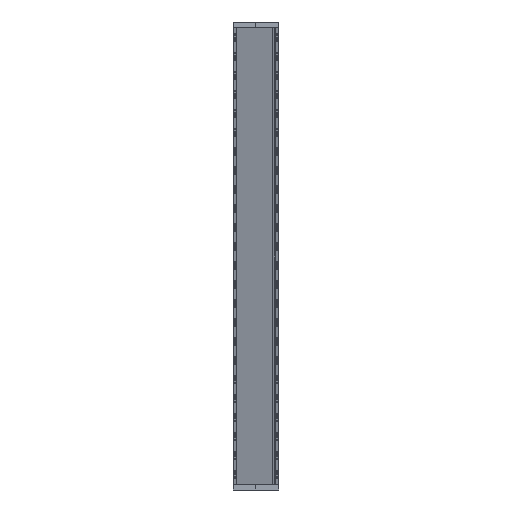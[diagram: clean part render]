
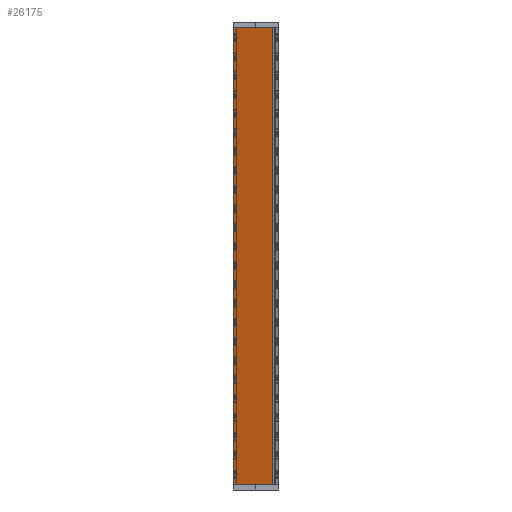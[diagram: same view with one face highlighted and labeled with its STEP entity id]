
A CAD part, left-side view. The second image highlights one B-rep face of the part: STEP entity #26175.
In plain terms, the highlighted planar face has unit normal (-0.94, 0.342, 0).
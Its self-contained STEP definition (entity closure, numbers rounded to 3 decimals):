
#643 = DIRECTION ( 'NONE',  ( -0.342, -0.94, 0. ) ) ;
#781 = CARTESIAN_POINT ( 'NONE',  ( 6.033, 0., -400. ) ) ;
#1033 = LINE ( 'NONE', #13312, #16517 ) ;
#1600 = PLANE ( 'NONE',  #26046 ) ;
#1706 = EDGE_LOOP ( 'NONE', ( #10525, #7732, #4274, #17554, #8665, #4584, #2401, #24513 ) ) ;
#1780 = DIRECTION ( 'NONE',  ( 0.342, 0.94, 0. ) ) ;
#2401 = ORIENTED_EDGE ( 'NONE', *, *, #21364, .F. ) ;
#2710 = LINE ( 'NONE', #22310, #23575 ) ;
#3397 = CARTESIAN_POINT ( 'NONE',  ( -6.955, -35.684, 0. ) ) ;
#4274 = ORIENTED_EDGE ( 'NONE', *, *, #7508, .F. ) ;
#4482 = VERTEX_POINT ( 'NONE', #6796 ) ;
#4583 = DIRECTION ( 'NONE',  ( 0., 0., -1. ) ) ;
#4584 = ORIENTED_EDGE ( 'NONE', *, *, #16745, .T. ) ;
#5619 = EDGE_CURVE ( 'NONE', #21708, #18792, #9498, .T. ) ;
#5731 = CARTESIAN_POINT ( 'NONE',  ( 5.075, -2.632, -400. ) ) ;
#5763 = VERTEX_POINT ( 'NONE', #3397 ) ;
#6538 = VERTEX_POINT ( 'NONE', #15539 ) ;
#6733 = LINE ( 'NONE', #24811, #16223 ) ;
#6796 = CARTESIAN_POINT ( 'NONE',  ( 6.033, 0., 0. ) ) ;
#6928 = DIRECTION ( 'NONE',  ( 0., 0., 1. ) ) ;
#6998 = CARTESIAN_POINT ( 'NONE',  ( 6.033, 0., -400. ) ) ;
#7445 = VERTEX_POINT ( 'NONE', #14759 ) ;
#7508 = EDGE_CURVE ( 'NONE', #18792, #4482, #19400, .T. ) ;
#7732 = ORIENTED_EDGE ( 'NONE', *, *, #9135, .T. ) ;
#8230 = EDGE_CURVE ( 'NONE', #5763, #6538, #1033, .T. ) ;
#8532 = CARTESIAN_POINT ( 'NONE',  ( -7.434, -37., -400. ) ) ;
#8665 = ORIENTED_EDGE ( 'NONE', *, *, #10622, .F. ) ;
#9135 = EDGE_CURVE ( 'NONE', #6538, #4482, #15182, .T. ) ;
#9498 = LINE ( 'NONE', #6998, #14883 ) ;
#9508 = VECTOR ( 'NONE', #4583, 1000. ) ;
#9577 = VERTEX_POINT ( 'NONE', #18051 ) ;
#9785 = VECTOR ( 'NONE', #18423, 1000. ) ;
#10525 = ORIENTED_EDGE ( 'NONE', *, *, #8230, .T. ) ;
#10622 = EDGE_CURVE ( 'NONE', #19743, #21708, #14766, .T. ) ;
#13312 = CARTESIAN_POINT ( 'NONE',  ( 6.033, 0., 0. ) ) ;
#13857 = DIRECTION ( 'NONE',  ( 0.94, -0.342, 0. ) ) ;
#14759 = CARTESIAN_POINT ( 'NONE',  ( -7.434, -37., -400. ) ) ;
#14766 = LINE ( 'NONE', #19302, #25531 ) ;
#14883 = VECTOR ( 'NONE', #17082, 1000. ) ;
#15182 = LINE ( 'NONE', #18345, #9785 ) ;
#15357 = CARTESIAN_POINT ( 'NONE',  ( -6.955, -35.684, -400. ) ) ;
#15539 = CARTESIAN_POINT ( 'NONE',  ( 5.075, -2.632, 0. ) ) ;
#16223 = VECTOR ( 'NONE', #643, 1000. ) ;
#16517 = VECTOR ( 'NONE', #25427, 1000. ) ;
#16745 = EDGE_CURVE ( 'NONE', #19743, #7445, #2710, .T. ) ;
#16999 = CARTESIAN_POINT ( 'NONE',  ( 6.033, 0., -400. ) ) ;
#17082 = DIRECTION ( 'NONE',  ( 0.342, 0.94, 0. ) ) ;
#17279 = DIRECTION ( 'NONE',  ( 0.342, 0.94, 0. ) ) ;
#17554 = ORIENTED_EDGE ( 'NONE', *, *, #5619, .F. ) ;
#18051 = CARTESIAN_POINT ( 'NONE',  ( -7.434, -37., 0. ) ) ;
#18132 = EDGE_CURVE ( 'NONE', #5763, #9577, #6733, .T. ) ;
#18237 = DIRECTION ( 'NONE',  ( -0.342, -0.94, 0. ) ) ;
#18345 = CARTESIAN_POINT ( 'NONE',  ( 6.361, 0.9, 0. ) ) ;
#18396 = LINE ( 'NONE', #8532, #9508 ) ;
#18423 = DIRECTION ( 'NONE',  ( 0.342, 0.94, 0. ) ) ;
#18755 = VECTOR ( 'NONE', #6928, 1000. ) ;
#18792 = VERTEX_POINT ( 'NONE', #781 ) ;
#19302 = CARTESIAN_POINT ( 'NONE',  ( 6.033, 0., -400. ) ) ;
#19400 = LINE ( 'NONE', #16999, #18755 ) ;
#19420 = FACE_OUTER_BOUND ( 'NONE', #1706, .T. ) ;
#19743 = VERTEX_POINT ( 'NONE', #15357 ) ;
#19880 = CARTESIAN_POINT ( 'NONE',  ( 6.033, 0., -400. ) ) ;
#21364 = EDGE_CURVE ( 'NONE', #9577, #7445, #18396, .T. ) ;
#21708 = VERTEX_POINT ( 'NONE', #5731 ) ;
#22310 = CARTESIAN_POINT ( 'NONE',  ( -7.597, -37.45, -400. ) ) ;
#23575 = VECTOR ( 'NONE', #18237, 1000. ) ;
#24513 = ORIENTED_EDGE ( 'NONE', *, *, #18132, .F. ) ;
#24811 = CARTESIAN_POINT ( 'NONE',  ( 6.033, 0., 0. ) ) ;
#25427 = DIRECTION ( 'NONE',  ( 0.342, 0.94, 0. ) ) ;
#25531 = VECTOR ( 'NONE', #17279, 1000. ) ;
#26046 = AXIS2_PLACEMENT_3D ( 'NONE', #19880, #13857, #1780 ) ;
#26175 = ADVANCED_FACE ( 'NONE', ( #19420 ), #1600, .F. ) ;
